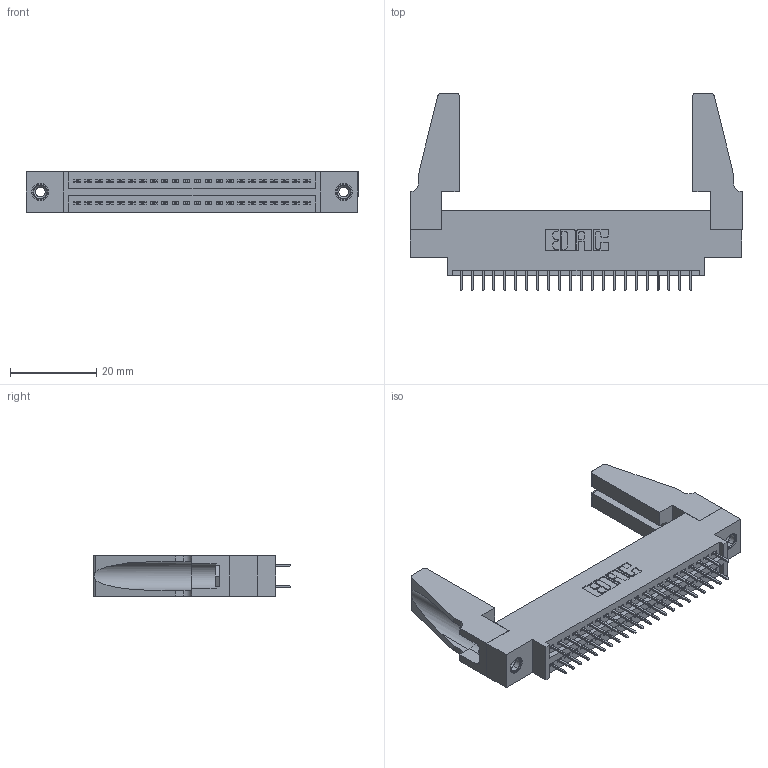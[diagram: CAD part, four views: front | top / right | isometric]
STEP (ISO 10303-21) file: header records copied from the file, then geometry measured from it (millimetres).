
FILE_DESCRIPTION (( 'STEP AP203' ), '1' );
FILE_NAME ('395-044-525-888.STEP', '2020-09-24T05:47:59', ( '' ), ( '' ), 'SwSTEP 2.0', 'SolidWorks 2020', '' );
FILE_SCHEMA (( 'CONFIG_CONTROL_DESIGN' ));
Length unit declared in the file: inch
Products named in the file (5): 345-292-001_345-293-125; 345-220-078_345-220-088; 395-044-525-888; 345 Part_0.170 Offset - 0.156 Dia-TH; 345-250-001_345-250-001-102
Assembly tree (49 placements, depth 2):
  395-044-525-888
    345 Part_0.170 Offset - 0.156 Dia-TH
    345-292-001_345-293-125  x44
    345-250-001_345-250-001-102  x2
    345-220-078_345-220-088  x2
Bounding box: 77.11 x 45.9 x 9.4 mm (x, y, z)
Volume: 10372 mm3; surface area: 13183.8 mm2
Topology: 49 solids, 49 shells, 2630 faces, 7399 edges, 4746 vertices
Faces by surface type: plane 1872, cylinder 742, cone 12, torus 4
Entity records: 22308 total; most frequent: CARTESIAN_POINT 3754, ORIENTED_EDGE 3648, DIRECTION 3340, EDGE_CURVE 1824, VECTOR 1566, LINE 1566, VERTEX_POINT 1206, AXIS2_PLACEMENT_3D 887
